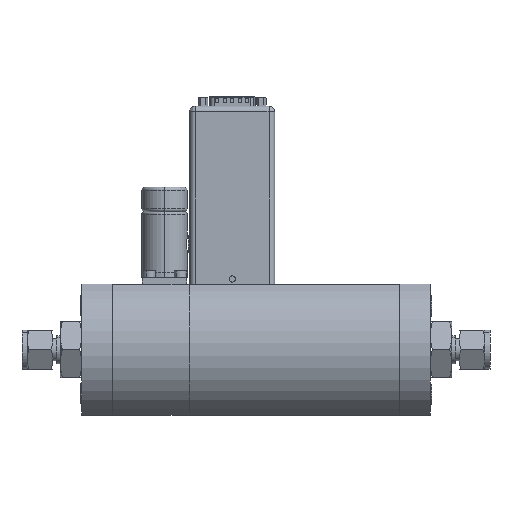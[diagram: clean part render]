
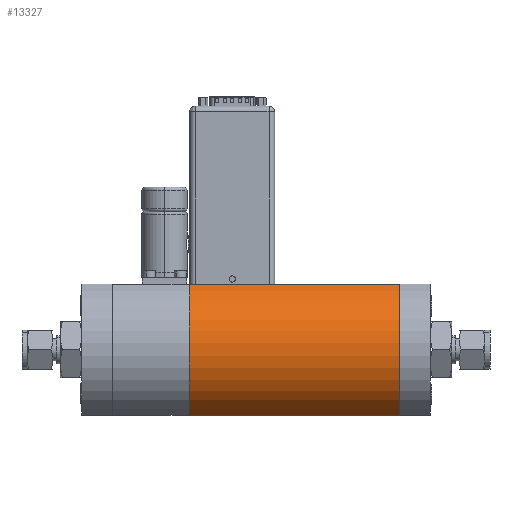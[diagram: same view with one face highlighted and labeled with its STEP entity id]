
A CAD part, left-side view. The second image highlights one B-rep face of the part: STEP entity #13327.
In plain terms, the highlighted cylindrical face has radius 42 mm (diameter 84 mm), a partial arc.
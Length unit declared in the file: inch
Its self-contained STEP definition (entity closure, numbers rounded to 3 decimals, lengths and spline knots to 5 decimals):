
#137 = CARTESIAN_POINT ( 'NONE',  ( 0.10943, 2.10792, -0.003 ) ) ;
#2025 = VERTEX_POINT ( 'NONE', #137 ) ;
#2069 = CARTESIAN_POINT ( 'NONE',  ( 0.10943, -2.61649, -2.94001 ) ) ;
#2378 = VECTOR ( 'NONE', #7527, 39.37008 ) ;
#2727 = FACE_OUTER_BOUND ( 'NONE', #17043, .T. ) ;
#2772 = VERTEX_POINT ( 'NONE', #9944 ) ;
#3364 = AXIS2_PLACEMENT_3D ( 'NONE', #6330, #12912, #4995 ) ;
#3616 = AXIS2_PLACEMENT_3D ( 'NONE', #11857, #3963, #13201 ) ;
#3665 = EDGE_CURVE ( 'NONE', #2772, #4898, #3776, .T. ) ;
#3776 = LINE ( 'NONE', #2069, #14724 ) ;
#3963 = DIRECTION ( 'NONE',  ( 0., -1., 0. ) ) ;
#4204 = DIRECTION ( 'NONE',  ( 0., -1., 0. ) ) ;
#4731 = DIRECTION ( 'NONE',  ( 0., -1., 0. ) ) ;
#4898 = VERTEX_POINT ( 'NONE', #6586 ) ;
#4995 = DIRECTION ( 'NONE',  ( 0., 0., 1. ) ) ;
#6330 = CARTESIAN_POINT ( 'NONE',  ( 0.8695, -2.61649, -1.4715 ) ) ;
#6482 = ORIENTED_EDGE ( 'NONE', *, *, #10504, .F. ) ;
#6586 = CARTESIAN_POINT ( 'NONE',  ( 0.10943, -2.61649, -2.94001 ) ) ;
#6681 = ORIENTED_EDGE ( 'NONE', *, *, #3665, .T. ) ;
#6733 = VERTEX_POINT ( 'NONE', #12921 ) ;
#6745 = EDGE_CURVE ( 'NONE', #6733, #2025, #12068, .T. ) ;
#7527 = DIRECTION ( 'NONE',  ( 0., 1., 0. ) ) ;
#8925 = EDGE_CURVE ( 'NONE', #2025, #2772, #17045, .T. ) ;
#9312 = CYLINDRICAL_SURFACE ( 'NONE', #3364, 1.65354 ) ;
#9944 = CARTESIAN_POINT ( 'NONE',  ( 0.10943, 2.10792, -2.94001 ) ) ;
#10504 = EDGE_CURVE ( 'NONE', #6733, #4898, #15740, .T. ) ;
#11845 = ORIENTED_EDGE ( 'NONE', *, *, #6745, .T. ) ;
#11857 = CARTESIAN_POINT ( 'NONE',  ( 0.8695, -2.61649, -1.4715 ) ) ;
#11950 = ORIENTED_EDGE ( 'NONE', *, *, #8925, .T. ) ;
#12068 = LINE ( 'NONE', #14132, #2378 ) ;
#12115 = CARTESIAN_POINT ( 'NONE',  ( 0.8695, 2.10792, -1.4715 ) ) ;
#12912 = DIRECTION ( 'NONE',  ( 0., 1., 0. ) ) ;
#12921 = CARTESIAN_POINT ( 'NONE',  ( 0.10943, -2.61649, -0.003 ) ) ;
#13005 = AXIS2_PLACEMENT_3D ( 'NONE', #12115, #4204, #13459 ) ;
#13201 = DIRECTION ( 'NONE',  ( 0., 0., 1. ) ) ;
#13327 = ADVANCED_FACE ( 'NONE', ( #2727 ), #9312, .T. ) ;
#13459 = DIRECTION ( 'NONE',  ( 0., 0., 1. ) ) ;
#14132 = CARTESIAN_POINT ( 'NONE',  ( 0.10943, -2.61649, -0.003 ) ) ;
#14724 = VECTOR ( 'NONE', #4731, 39.37008 ) ;
#15740 = CIRCLE ( 'NONE', #3616, 1.65354 ) ;
#17043 = EDGE_LOOP ( 'NONE', ( #11845, #11950, #6681, #6482 ) ) ;
#17045 = CIRCLE ( 'NONE', #13005, 1.65354 ) ;
